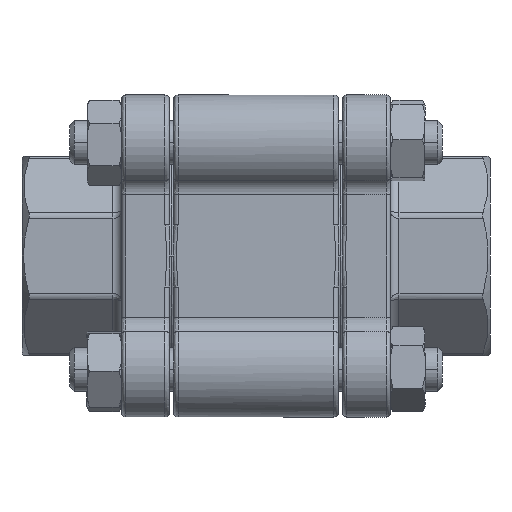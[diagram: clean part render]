
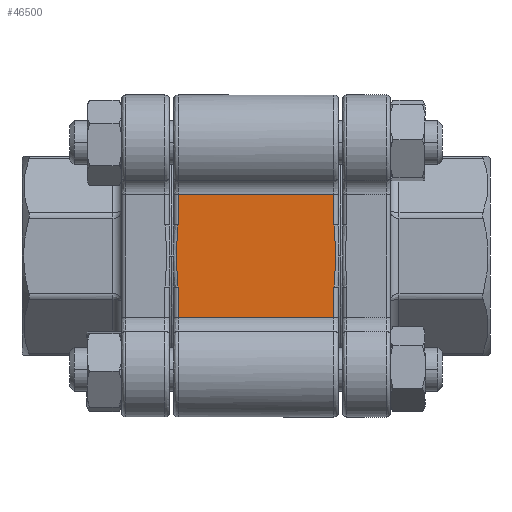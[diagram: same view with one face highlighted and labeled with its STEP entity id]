
A CAD part, front view. The second image highlights one B-rep face of the part: STEP entity #46500.
In plain terms, the highlighted planar face has unit normal (0, -1, 0).
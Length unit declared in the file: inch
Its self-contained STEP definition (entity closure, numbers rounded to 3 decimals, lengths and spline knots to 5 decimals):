
#13 = B_SPLINE_CURVE_WITH_KNOTS ( 'NONE', 3,
 ( #46840, #1018, #32479, #47835, #12334, #35755, #28224, #5254, #12570, #43322, #24185, #43570, #9040, #39773, #40383, #43675, #17734, #16733 ),
 .UNSPECIFIED., .F., .F.,
 ( 4, 2, 2, 2, 2, 2, 2, 2, 4 ),
 ( 0., 0.125, 0.25, 0.375, 0.5, 0.625, 0.75, 0.875, 1. ),
 .UNSPECIFIED. ) ;
#1018 = CARTESIAN_POINT ( 'NONE',  ( -0.70866, -1.22689, -0.25824 ) ) ;
#2290 = ORIENTED_EDGE ( 'NONE', *, *, #3429, .F. ) ;
#2916 = VECTOR ( 'NONE', #45022, 39.37008 ) ;
#3413 = EDGE_CURVE ( 'NONE', #27843, #11234, #13, .T. ) ;
#3429 = EDGE_CURVE ( 'NONE', #39240, #5094, #5359, .T. ) ;
#5037 = B_SPLINE_CURVE_WITH_KNOTS ( 'NONE', 3,
 ( #6453, #41204, #6694, #37445, #18304, #49025, #14523, #19555, #11487, #35152, #38927, #15522, #19320, #7693, #19792, #42210, #39165, #42460 ),
 .UNSPECIFIED., .F., .F.,
 ( 4, 2, 2, 2, 2, 2, 2, 2, 4 ),
 ( 0., 0.125, 0.25, 0.375, 0.5, 0.625, 0.75, 0.875, 1. ),
 .UNSPECIFIED. ) ;
#5094 = VERTEX_POINT ( 'NONE', #36006 ) ;
#5155 = ORIENTED_EDGE ( 'NONE', *, *, #30989, .F. ) ;
#5254 = CARTESIAN_POINT ( 'NONE',  ( -0.72531, -1.22689, -0.04765 ) ) ;
#5359 = LINE ( 'NONE', #9911, #37334 ) ;
#5402 = VECTOR ( 'NONE', #17819, 39.37008 ) ;
#5702 = LINE ( 'NONE', #33179, #5402 ) ;
#6453 = CARTESIAN_POINT ( 'NONE',  ( 0.70866, -1.22689, 0.2817 ) ) ;
#6694 = CARTESIAN_POINT ( 'NONE',  ( 0.70975, -1.22689, 0.23481 ) ) ;
#7241 = ORIENTED_EDGE ( 'NONE', *, *, #3413, .F. ) ;
#7291 = CARTESIAN_POINT ( 'NONE',  ( 0.70866, -1.22689, 0.2817 ) ) ;
#7475 = LINE ( 'NONE', #16048, #43681 ) ;
#7693 = CARTESIAN_POINT ( 'NONE',  ( 0.71515, -1.22689, -0.16381 ) ) ;
#8094 = PLANE ( 'NONE',  #21071 ) ;
#8539 = VERTEX_POINT ( 'NONE', #7291 ) ;
#8658 = VECTOR ( 'NONE', #9808, 39.37008 ) ;
#9040 = CARTESIAN_POINT ( 'NONE',  ( -0.71959, -1.22689, 0.11677 ) ) ;
#9808 = DIRECTION ( 'NONE',  ( -1., 0., 0. ) ) ;
#9911 = CARTESIAN_POINT ( 'NONE',  ( 0.70866, -1.22689, 0.5576 ) ) ;
#10176 = ORIENTED_EDGE ( 'NONE', *, *, #12767, .F. ) ;
#11234 = VERTEX_POINT ( 'NONE', #48892 ) ;
#11487 = CARTESIAN_POINT ( 'NONE',  ( 0.72647, -1.22689, 0.02422 ) ) ;
#11633 = DIRECTION ( 'NONE',  ( 0., 0., 1. ) ) ;
#12334 = CARTESIAN_POINT ( 'NONE',  ( -0.71507, -1.22689, -0.16461 ) ) ;
#12570 = CARTESIAN_POINT ( 'NONE',  ( -0.72647, -1.22689, -0.02422 ) ) ;
#12658 = CARTESIAN_POINT ( 'NONE',  ( -0.70866, -1.22689, -0.5576 ) ) ;
#12767 = EDGE_CURVE ( 'NONE', #30617, #8539, #29422, .T. ) ;
#14523 = CARTESIAN_POINT ( 'NONE',  ( 0.72179, -1.22689, 0.09445 ) ) ;
#15522 = CARTESIAN_POINT ( 'NONE',  ( 0.7219, -1.22689, -0.09324 ) ) ;
#16048 = CARTESIAN_POINT ( 'NONE',  ( -0.70866, -1.22689, 0.5576 ) ) ;
#16215 = EDGE_CURVE ( 'NONE', #8539, #39240, #5037, .T. ) ;
#16733 = CARTESIAN_POINT ( 'NONE',  ( -0.70866, -1.22689, 0.2817 ) ) ;
#16842 = EDGE_CURVE ( 'NONE', #30617, #44822, #5702, .T. ) ;
#16946 = DIRECTION ( 'NONE',  ( 0., 0., 1. ) ) ;
#16992 = ORIENTED_EDGE ( 'NONE', *, *, #28495, .F. ) ;
#17044 = ORIENTED_EDGE ( 'NONE', *, *, #35710, .F. ) ;
#17734 = CARTESIAN_POINT ( 'NONE',  ( -0.70866, -1.22689, 0.25806 ) ) ;
#17819 = DIRECTION ( 'NONE',  ( -1., 0., 0. ) ) ;
#18304 = CARTESIAN_POINT ( 'NONE',  ( 0.71507, -1.22689, 0.16461 ) ) ;
#18563 = CARTESIAN_POINT ( 'NONE',  ( 0.70866, -1.22689, 0.5576 ) ) ;
#19320 = CARTESIAN_POINT ( 'NONE',  ( 0.71959, -1.22689, -0.11677 ) ) ;
#19555 = CARTESIAN_POINT ( 'NONE',  ( 0.72531, -1.22689, 0.04765 ) ) ;
#19792 = CARTESIAN_POINT ( 'NONE',  ( 0.71299, -1.22689, -0.18734 ) ) ;
#19948 = FACE_OUTER_BOUND ( 'NONE', #32859, .T. ) ;
#21071 = AXIS2_PLACEMENT_3D ( 'NONE', #27751, #23481, #11633 ) ;
#21156 = LINE ( 'NONE', #48343, #8658 ) ;
#21625 = CARTESIAN_POINT ( 'NONE',  ( 0.70866, -1.22689, 0.5576 ) ) ;
#23063 = ORIENTED_EDGE ( 'NONE', *, *, #16842, .T. ) ;
#23481 = DIRECTION ( 'NONE',  ( 0., 1., 0. ) ) ;
#24185 = CARTESIAN_POINT ( 'NONE',  ( -0.72539, -1.22689, 0.0462 ) ) ;
#26602 = CARTESIAN_POINT ( 'NONE',  ( -0.70866, -1.22689, -0.2817 ) ) ;
#27751 = CARTESIAN_POINT ( 'NONE',  ( -0.76772, -1.22689, 0.5576 ) ) ;
#27843 = VERTEX_POINT ( 'NONE', #26602 ) ;
#28149 = CARTESIAN_POINT ( 'NONE',  ( 0.70866, -1.22689, -0.2817 ) ) ;
#28224 = CARTESIAN_POINT ( 'NONE',  ( -0.72179, -1.22689, -0.09445 ) ) ;
#28495 = EDGE_CURVE ( 'NONE', #33984, #27843, #7475, .T. ) ;
#29422 = LINE ( 'NONE', #21625, #2916 ) ;
#30617 = VERTEX_POINT ( 'NONE', #18563 ) ;
#30989 = EDGE_CURVE ( 'NONE', #11234, #44822, #32297, .T. ) ;
#32297 = LINE ( 'NONE', #36075, #38940 ) ;
#32479 = CARTESIAN_POINT ( 'NONE',  ( -0.70975, -1.22689, -0.23481 ) ) ;
#32859 = EDGE_LOOP ( 'NONE', ( #5155, #7241, #16992, #17044, #2290, #39691, #10176, #23063 ) ) ;
#33179 = CARTESIAN_POINT ( 'NONE',  ( -0.76772, -1.22689, 0.5576 ) ) ;
#33984 = VERTEX_POINT ( 'NONE', #12658 ) ;
#35152 = CARTESIAN_POINT ( 'NONE',  ( 0.72651, -1.22689, -0.0227 ) ) ;
#35710 = EDGE_CURVE ( 'NONE', #5094, #33984, #21156, .T. ) ;
#35755 = CARTESIAN_POINT ( 'NONE',  ( -0.71949, -1.22689, -0.11783 ) ) ;
#36006 = CARTESIAN_POINT ( 'NONE',  ( 0.70866, -1.22689, -0.5576 ) ) ;
#36075 = CARTESIAN_POINT ( 'NONE',  ( -0.70866, -1.22689, 0.5576 ) ) ;
#37334 = VECTOR ( 'NONE', #43917, 39.37008 ) ;
#37404 = CARTESIAN_POINT ( 'NONE',  ( -0.70866, -1.22689, 0.5576 ) ) ;
#37445 = CARTESIAN_POINT ( 'NONE',  ( 0.71294, -1.22689, 0.188 ) ) ;
#38927 = CARTESIAN_POINT ( 'NONE',  ( 0.72539, -1.22689, -0.0462 ) ) ;
#38940 = VECTOR ( 'NONE', #16946, 39.37008 ) ;
#39165 = CARTESIAN_POINT ( 'NONE',  ( 0.70866, -1.22689, -0.25806 ) ) ;
#39191 = DIRECTION ( 'NONE',  ( 0., 0., 1. ) ) ;
#39240 = VERTEX_POINT ( 'NONE', #28149 ) ;
#39691 = ORIENTED_EDGE ( 'NONE', *, *, #16215, .F. ) ;
#39773 = CARTESIAN_POINT ( 'NONE',  ( -0.71515, -1.22689, 0.16381 ) ) ;
#40383 = CARTESIAN_POINT ( 'NONE',  ( -0.71299, -1.22689, 0.18734 ) ) ;
#41204 = CARTESIAN_POINT ( 'NONE',  ( 0.70866, -1.22689, 0.25824 ) ) ;
#42210 = CARTESIAN_POINT ( 'NONE',  ( 0.70976, -1.22689, -0.23447 ) ) ;
#42460 = CARTESIAN_POINT ( 'NONE',  ( 0.70866, -1.22689, -0.2817 ) ) ;
#43322 = CARTESIAN_POINT ( 'NONE',  ( -0.72651, -1.22689, 0.0227 ) ) ;
#43570 = CARTESIAN_POINT ( 'NONE',  ( -0.7219, -1.22689, 0.09324 ) ) ;
#43675 = CARTESIAN_POINT ( 'NONE',  ( -0.70976, -1.22689, 0.23447 ) ) ;
#43681 = VECTOR ( 'NONE', #39191, 39.37008 ) ;
#43917 = DIRECTION ( 'NONE',  ( 0., 0., -1. ) ) ;
#44822 = VERTEX_POINT ( 'NONE', #37404 ) ;
#45022 = DIRECTION ( 'NONE',  ( 0., 0., -1. ) ) ;
#46500 = ADVANCED_FACE ( 'NONE', ( #19948 ), #8094, .F. ) ;
#46840 = CARTESIAN_POINT ( 'NONE',  ( -0.70866, -1.22689, -0.2817 ) ) ;
#47835 = CARTESIAN_POINT ( 'NONE',  ( -0.71294, -1.22689, -0.188 ) ) ;
#48343 = CARTESIAN_POINT ( 'NONE',  ( -0.76772, -1.22689, -0.5576 ) ) ;
#48892 = CARTESIAN_POINT ( 'NONE',  ( -0.70866, -1.22689, 0.2817 ) ) ;
#49025 = CARTESIAN_POINT ( 'NONE',  ( 0.71949, -1.22689, 0.11783 ) ) ;
